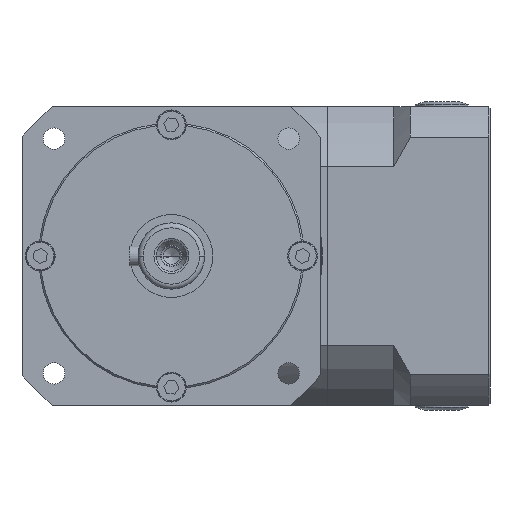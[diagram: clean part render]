
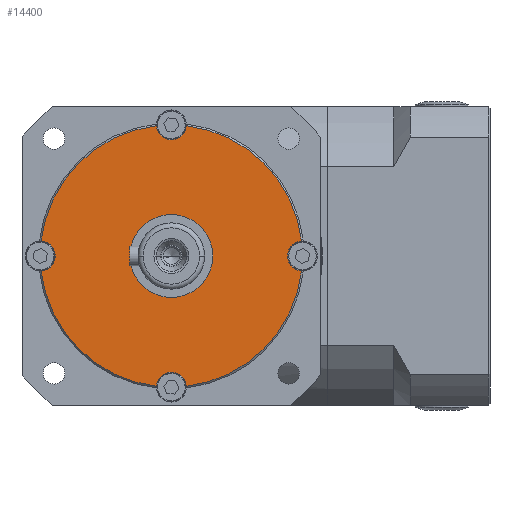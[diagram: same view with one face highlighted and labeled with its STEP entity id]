
A CAD part, left-side view. The second image highlights one B-rep face of the part: STEP entity #14400.
In plain terms, the highlighted planar face has unit normal (-1, 0, 0).
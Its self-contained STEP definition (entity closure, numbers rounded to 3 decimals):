
#318 = EDGE_CURVE ( 'NONE', #12903, #5297, #11257, .T. ) ;
#499 = ORIENTED_EDGE ( 'NONE', *, *, #318, .F. ) ;
#552 = CARTESIAN_POINT ( 'NONE',  ( -75.5, 0., 35. ) ) ;
#555 = AXIS2_PLACEMENT_3D ( 'NONE', #1477, #5834, #3041 ) ;
#648 = VERTEX_POINT ( 'NONE', #14810 ) ;
#773 = DIRECTION ( 'NONE',  ( -1., 0., 0. ) ) ;
#1267 = EDGE_CURVE ( 'NONE', #14249, #9880, #11203, .T. ) ;
#1411 = EDGE_CURVE ( 'NONE', #8253, #648, #11652, .T. ) ;
#1477 = CARTESIAN_POINT ( 'NONE',  ( -75.5, 0., 0. ) ) ;
#1609 = DIRECTION ( 'NONE',  ( -1., 0., 0. ) ) ;
#2160 = CIRCLE ( 'NONE', #7464, 4.5 ) ;
#2873 = DIRECTION ( 'NONE',  ( 0., 0., -1. ) ) ;
#2877 = AXIS2_PLACEMENT_3D ( 'NONE', #13539, #773, #9302 ) ;
#2939 = CARTESIAN_POINT ( 'NONE',  ( -75.5, -4.493, -39.244 ) ) ;
#3004 = EDGE_CURVE ( 'NONE', #8449, #14249, #11142, .T. ) ;
#3041 = DIRECTION ( 'NONE',  ( 0., 0., -1. ) ) ;
#3180 = DIRECTION ( 'NONE',  ( -1., 0., 0. ) ) ;
#3357 = CARTESIAN_POINT ( 'NONE',  ( -75.5, 0., -39.5 ) ) ;
#3483 = CARTESIAN_POINT ( 'NONE',  ( -75.5, -4.493, 39.244 ) ) ;
#3509 = ORIENTED_EDGE ( 'NONE', *, *, #6432, .F. ) ;
#4043 = AXIS2_PLACEMENT_3D ( 'NONE', #9446, #16204, #6611 ) ;
#4126 = VERTEX_POINT ( 'NONE', #552 ) ;
#4521 = ORIENTED_EDGE ( 'NONE', *, *, #12956, .F. ) ;
#4637 = DIRECTION ( 'NONE',  ( 0., 0., 1. ) ) ;
#4844 = CIRCLE ( 'NONE', #12423, 4.5 ) ;
#5297 = VERTEX_POINT ( 'NONE', #16277 ) ;
#5814 = EDGE_CURVE ( 'NONE', #4126, #8253, #16371, .T. ) ;
#5834 = DIRECTION ( 'NONE',  ( 1., 0., 0. ) ) ;
#6311 = DIRECTION ( 'NONE',  ( -1., 0., 0. ) ) ;
#6432 = EDGE_CURVE ( 'NONE', #648, #13832, #16571, .T. ) ;
#6611 = DIRECTION ( 'NONE',  ( 0., 0., 1. ) ) ;
#7112 = DIRECTION ( 'NONE',  ( 0., 0., 1. ) ) ;
#7268 = ORIENTED_EDGE ( 'NONE', *, *, #1267, .F. ) ;
#7453 = DIRECTION ( 'NONE',  ( 0., 0., 1. ) ) ;
#7464 = AXIS2_PLACEMENT_3D ( 'NONE', #17404, #3180, #4637 ) ;
#8249 = EDGE_LOOP ( 'NONE', ( #4521, #499, #14438, #7268, #17361, #13510, #15819, #3509, #15924, #11885 ) ) ;
#8253 = VERTEX_POINT ( 'NONE', #3483 ) ;
#8286 = AXIS2_PLACEMENT_3D ( 'NONE', #14258, #1609, #7112 ) ;
#8449 = VERTEX_POINT ( 'NONE', #15145 ) ;
#8603 = CARTESIAN_POINT ( 'NONE',  ( -75.5, 39.244, 4.493 ) ) ;
#8617 = CARTESIAN_POINT ( 'NONE',  ( -75.5, -39.244, -4.493 ) ) ;
#8699 = CARTESIAN_POINT ( 'NONE',  ( -75.5, 0., 0. ) ) ;
#8903 = DIRECTION ( 'NONE',  ( 0., 0., 1. ) ) ;
#8992 = CARTESIAN_POINT ( 'NONE',  ( -75.5, 39.244, -4.493 ) ) ;
#9028 = DIRECTION ( 'NONE',  ( 0., 0., 1. ) ) ;
#9084 = AXIS2_PLACEMENT_3D ( 'NONE', #10083, #17158, #2873 ) ;
#9302 = DIRECTION ( 'NONE',  ( 0., 0., 1. ) ) ;
#9446 = CARTESIAN_POINT ( 'NONE',  ( -75.5, 0., -39.5 ) ) ;
#9611 = FACE_OUTER_BOUND ( 'NONE', #8249, .T. ) ;
#9880 = VERTEX_POINT ( 'NONE', #8992 ) ;
#10083 = CARTESIAN_POINT ( 'NONE',  ( -75.5, 0., 0. ) ) ;
#10425 = DIRECTION ( 'NONE',  ( 1., 0., 0. ) ) ;
#11142 = CIRCLE ( 'NONE', #4043, 4.5 ) ;
#11203 = CIRCLE ( 'NONE', #15957, 39.5 ) ;
#11257 = CIRCLE ( 'NONE', #555, 39.5 ) ;
#11319 = CARTESIAN_POINT ( 'NONE',  ( -75.5, 4.493, -39.244 ) ) ;
#11652 = CIRCLE ( 'NONE', #13707, 39.5 ) ;
#11726 = EDGE_CURVE ( 'NONE', #13832, #13842, #15027, .T. ) ;
#11817 = CARTESIAN_POINT ( 'NONE',  ( -75.5, 0., 39.5 ) ) ;
#11885 = ORIENTED_EDGE ( 'NONE', *, *, #5814, .F. ) ;
#12387 = EDGE_CURVE ( 'NONE', #13842, #8449, #4844, .T. ) ;
#12423 = AXIS2_PLACEMENT_3D ( 'NONE', #3357, #17468, #7453 ) ;
#12903 = VERTEX_POINT ( 'NONE', #8603 ) ;
#12956 = EDGE_CURVE ( 'NONE', #5297, #4126, #15224, .T. ) ;
#13166 = DIRECTION ( 'NONE',  ( 0., 0., -1. ) ) ;
#13415 = CARTESIAN_POINT ( 'NONE',  ( -75.5, 0., 0. ) ) ;
#13510 = ORIENTED_EDGE ( 'NONE', *, *, #12387, .F. ) ;
#13539 = CARTESIAN_POINT ( 'NONE',  ( -75.5, 0., 39.5 ) ) ;
#13707 = AXIS2_PLACEMENT_3D ( 'NONE', #13415, #10425, #17547 ) ;
#13832 = VERTEX_POINT ( 'NONE', #8617 ) ;
#13842 = VERTEX_POINT ( 'NONE', #2939 ) ;
#13929 = EDGE_CURVE ( 'NONE', #9880, #12903, #2160, .T. ) ;
#14249 = VERTEX_POINT ( 'NONE', #11319 ) ;
#14258 = CARTESIAN_POINT ( 'NONE',  ( -75.5, 39.5, 0. ) ) ;
#14400 = ADVANCED_FACE ( 'NONE', ( #9611 ), #15619, .T. ) ;
#14438 = ORIENTED_EDGE ( 'NONE', *, *, #13929, .F. ) ;
#14745 = DIRECTION ( 'NONE',  ( -1., 0., 0. ) ) ;
#14810 = CARTESIAN_POINT ( 'NONE',  ( -75.5, -39.244, 4.493 ) ) ;
#15027 = CIRCLE ( 'NONE', #9084, 39.5 ) ;
#15145 = CARTESIAN_POINT ( 'NONE',  ( -75.5, 0., -35. ) ) ;
#15224 = CIRCLE ( 'NONE', #17655, 4.5 ) ;
#15619 = PLANE ( 'NONE',  #8286 ) ;
#15790 = DIRECTION ( 'NONE',  ( 1., 0., 0. ) ) ;
#15819 = ORIENTED_EDGE ( 'NONE', *, *, #11726, .F. ) ;
#15924 = ORIENTED_EDGE ( 'NONE', *, *, #1411, .F. ) ;
#15957 = AXIS2_PLACEMENT_3D ( 'NONE', #8699, #15790, #13166 ) ;
#15991 = CARTESIAN_POINT ( 'NONE',  ( -75.5, -39.5, 0. ) ) ;
#16204 = DIRECTION ( 'NONE',  ( -1., 0., 0. ) ) ;
#16277 = CARTESIAN_POINT ( 'NONE',  ( -75.5, 4.493, 39.244 ) ) ;
#16371 = CIRCLE ( 'NONE', #2877, 4.5 ) ;
#16571 = CIRCLE ( 'NONE', #16586, 4.5 ) ;
#16586 = AXIS2_PLACEMENT_3D ( 'NONE', #15991, #6311, #8903 ) ;
#17158 = DIRECTION ( 'NONE',  ( 1., 0., 0. ) ) ;
#17361 = ORIENTED_EDGE ( 'NONE', *, *, #3004, .F. ) ;
#17404 = CARTESIAN_POINT ( 'NONE',  ( -75.5, 39.5, 0. ) ) ;
#17468 = DIRECTION ( 'NONE',  ( -1., 0., 0. ) ) ;
#17547 = DIRECTION ( 'NONE',  ( 0., 0., -1. ) ) ;
#17655 = AXIS2_PLACEMENT_3D ( 'NONE', #11817, #14745, #9028 ) ;
